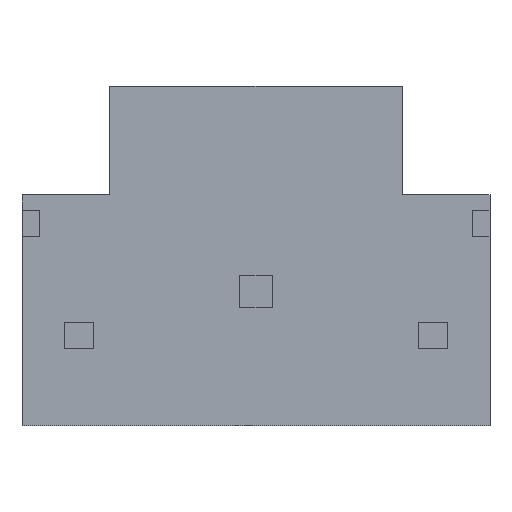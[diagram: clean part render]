
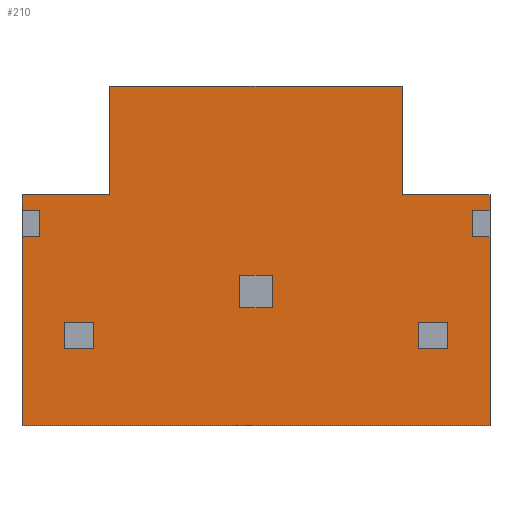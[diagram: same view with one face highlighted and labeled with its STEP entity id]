
A CAD part, left-side view. The second image highlights one B-rep face of the part: STEP entity #210.
In plain terms, the highlighted planar face has unit normal (-1, 0, 0).
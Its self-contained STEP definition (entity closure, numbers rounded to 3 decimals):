
#210=ADVANCED_FACE('',(#497,#498,#499,#500),#331,.T.);
#331=PLANE('',#2313);
#497=FACE_BOUND('',#568,.T.);
#498=FACE_BOUND('',#569,.T.);
#499=FACE_BOUND('',#570,.T.);
#500=FACE_BOUND('',#571,.T.);
#568=EDGE_LOOP('',(#784,#785,#786,#787));
#569=EDGE_LOOP('',(#788,#789,#790,#791));
#570=EDGE_LOOP('',(#792,#793,#794,#795,#796,#797,#798,#799,#800,#801,#802,
#803,#804,#805,#806,#807));
#571=EDGE_LOOP('',(#808,#809,#810,#811));
#784=ORIENTED_EDGE('',*,*,#1569,.T.);
#785=ORIENTED_EDGE('',*,*,#1570,.F.);
#786=ORIENTED_EDGE('',*,*,#1571,.F.);
#787=ORIENTED_EDGE('',*,*,#1572,.F.);
#788=ORIENTED_EDGE('',*,*,#1573,.F.);
#789=ORIENTED_EDGE('',*,*,#1574,.F.);
#790=ORIENTED_EDGE('',*,*,#1575,.F.);
#791=ORIENTED_EDGE('',*,*,#1576,.F.);
#792=ORIENTED_EDGE('',*,*,#1577,.F.);
#793=ORIENTED_EDGE('',*,*,#1553,.T.);
#794=ORIENTED_EDGE('',*,*,#1558,.T.);
#795=ORIENTED_EDGE('',*,*,#1564,.T.);
#796=ORIENTED_EDGE('',*,*,#1538,.T.);
#797=ORIENTED_EDGE('',*,*,#1578,.F.);
#798=ORIENTED_EDGE('',*,*,#1579,.F.);
#799=ORIENTED_EDGE('',*,*,#1580,.F.);
#800=ORIENTED_EDGE('',*,*,#1581,.T.);
#801=ORIENTED_EDGE('',*,*,#1582,.T.);
#802=ORIENTED_EDGE('',*,*,#1583,.T.);
#803=ORIENTED_EDGE('',*,*,#1584,.F.);
#804=ORIENTED_EDGE('',*,*,#1543,.T.);
#805=ORIENTED_EDGE('',*,*,#1550,.T.);
#806=ORIENTED_EDGE('',*,*,#1585,.F.);
#807=ORIENTED_EDGE('',*,*,#1586,.F.);
#808=ORIENTED_EDGE('',*,*,#1587,.T.);
#809=ORIENTED_EDGE('',*,*,#1588,.T.);
#810=ORIENTED_EDGE('',*,*,#1589,.T.);
#811=ORIENTED_EDGE('',*,*,#1590,.T.);
#1334=VERTEX_POINT('',#3135);
#1335=VERTEX_POINT('',#3136);
#1339=VERTEX_POINT('',#3146);
#1340=VERTEX_POINT('',#3147);
#1345=VERTEX_POINT('',#3160);
#1347=VERTEX_POINT('',#3164);
#1348=VERTEX_POINT('',#3166);
#1352=VERTEX_POINT('',#3176);
#1358=VERTEX_POINT('',#3196);
#1359=VERTEX_POINT('',#3197);
#1360=VERTEX_POINT('',#3199);
#1361=VERTEX_POINT('',#3201);
#1362=VERTEX_POINT('',#3204);
#1363=VERTEX_POINT('',#3205);
#1364=VERTEX_POINT('',#3207);
#1365=VERTEX_POINT('',#3209);
#1366=VERTEX_POINT('',#3212);
#1367=VERTEX_POINT('',#3214);
#1368=VERTEX_POINT('',#3216);
#1369=VERTEX_POINT('',#3218);
#1370=VERTEX_POINT('',#3220);
#1371=VERTEX_POINT('',#3222);
#1372=VERTEX_POINT('',#3224);
#1373=VERTEX_POINT('',#3227);
#1374=VERTEX_POINT('',#3230);
#1375=VERTEX_POINT('',#3231);
#1376=VERTEX_POINT('',#3233);
#1377=VERTEX_POINT('',#3235);
#1538=EDGE_CURVE('',#1334,#1335,#1819,.T.);
#1543=EDGE_CURVE('',#1339,#1340,#1823,.T.);
#1550=EDGE_CURVE('',#1340,#1345,#1830,.T.);
#1553=EDGE_CURVE('',#1348,#1347,#1833,.T.);
#1558=EDGE_CURVE('',#1347,#1352,#1837,.T.);
#1564=EDGE_CURVE('',#1352,#1334,#1843,.T.);
#1569=EDGE_CURVE('',#1358,#1359,#1848,.T.);
#1570=EDGE_CURVE('',#1360,#1359,#1849,.T.);
#1571=EDGE_CURVE('',#1361,#1360,#1850,.T.);
#1572=EDGE_CURVE('',#1358,#1361,#1851,.T.);
#1573=EDGE_CURVE('',#1362,#1363,#1852,.T.);
#1574=EDGE_CURVE('',#1364,#1362,#1853,.T.);
#1575=EDGE_CURVE('',#1365,#1364,#1854,.T.);
#1576=EDGE_CURVE('',#1363,#1365,#1855,.T.);
#1577=EDGE_CURVE('',#1348,#1366,#1856,.T.);
#1578=EDGE_CURVE('',#1367,#1335,#1857,.T.);
#1579=EDGE_CURVE('',#1368,#1367,#1858,.T.);
#1580=EDGE_CURVE('',#1369,#1368,#1859,.T.);
#1581=EDGE_CURVE('',#1369,#1370,#1860,.T.);
#1582=EDGE_CURVE('',#1370,#1371,#1861,.T.);
#1583=EDGE_CURVE('',#1371,#1372,#1862,.T.);
#1584=EDGE_CURVE('',#1339,#1372,#1863,.T.);
#1585=EDGE_CURVE('',#1373,#1345,#1864,.T.);
#1586=EDGE_CURVE('',#1366,#1373,#1865,.T.);
#1587=EDGE_CURVE('',#1374,#1375,#1866,.T.);
#1588=EDGE_CURVE('',#1375,#1376,#1867,.T.);
#1589=EDGE_CURVE('',#1376,#1377,#1868,.T.);
#1590=EDGE_CURVE('',#1377,#1374,#1869,.T.);
#1819=LINE('',#3134,#2063);
#1823=LINE('',#3145,#2067);
#1830=LINE('',#3159,#2074);
#1833=LINE('',#3165,#2077);
#1837=LINE('',#3175,#2081);
#1843=LINE('',#3186,#2087);
#1848=LINE('',#3195,#2092);
#1849=LINE('',#3198,#2093);
#1850=LINE('',#3200,#2094);
#1851=LINE('',#3202,#2095);
#1852=LINE('',#3203,#2096);
#1853=LINE('',#3206,#2097);
#1854=LINE('',#3208,#2098);
#1855=LINE('',#3210,#2099);
#1856=LINE('',#3211,#2100);
#1857=LINE('',#3213,#2101);
#1858=LINE('',#3215,#2102);
#1859=LINE('',#3217,#2103);
#1860=LINE('',#3219,#2104);
#1861=LINE('',#3221,#2105);
#1862=LINE('',#3223,#2106);
#1863=LINE('',#3225,#2107);
#1864=LINE('',#3226,#2108);
#1865=LINE('',#3228,#2109);
#1866=LINE('',#3229,#2110);
#1867=LINE('',#3232,#2111);
#1868=LINE('',#3234,#2112);
#1869=LINE('',#3236,#2113);
#2063=VECTOR('',#2525,1.);
#2067=VECTOR('',#2533,1.);
#2074=VECTOR('',#2542,1.);
#2077=VECTOR('',#2545,1.);
#2081=VECTOR('',#2553,1.);
#2087=VECTOR('',#2561,1.);
#2092=VECTOR('',#2570,1.);
#2093=VECTOR('',#2571,1.);
#2094=VECTOR('',#2572,1.);
#2095=VECTOR('',#2573,1.);
#2096=VECTOR('',#2574,1.);
#2097=VECTOR('',#2575,1.);
#2098=VECTOR('',#2576,1.);
#2099=VECTOR('',#2577,1.);
#2100=VECTOR('',#2578,1.);
#2101=VECTOR('',#2579,1.);
#2102=VECTOR('',#2580,1.);
#2103=VECTOR('',#2581,1.);
#2104=VECTOR('',#2582,1.);
#2105=VECTOR('',#2583,1.);
#2106=VECTOR('',#2584,1.);
#2107=VECTOR('',#2585,1.);
#2108=VECTOR('',#2586,1.);
#2109=VECTOR('',#2587,1.);
#2110=VECTOR('',#2588,1.);
#2111=VECTOR('',#2589,1.);
#2112=VECTOR('',#2590,1.);
#2113=VECTOR('',#2591,1.);
#2313=AXIS2_PLACEMENT_3D('',#3237,#2592,#2593);
#2525=DIRECTION('',(0.,1.,0.));
#2533=DIRECTION('',(0.,-1.,0.));
#2542=DIRECTION('',(0.,0.,1.));
#2545=DIRECTION('',(0.,0.,1.));
#2553=DIRECTION('',(0.,1.,0.));
#2561=DIRECTION('',(0.,0.,1.));
#2570=DIRECTION('',(0.,0.,1.));
#2571=DIRECTION('',(0.,1.,0.));
#2572=DIRECTION('',(0.,0.,1.));
#2573=DIRECTION('',(0.,-1.,0.));
#2574=DIRECTION('',(0.,0.,-1.));
#2575=DIRECTION('',(0.,1.,0.));
#2576=DIRECTION('',(0.,0.,1.));
#2577=DIRECTION('',(0.,-1.,0.));
#2578=DIRECTION('',(0.,1.,0.));
#2579=DIRECTION('',(0.,0.,1.));
#2580=DIRECTION('',(0.,-1.,0.));
#2581=DIRECTION('',(0.,0.,1.));
#2582=DIRECTION('',(0.,-1.,0.));
#2583=DIRECTION('',(0.,0.,-1.));
#2584=DIRECTION('',(0.,1.,0.));
#2585=DIRECTION('',(0.,0.,1.));
#2586=DIRECTION('',(0.,-1.,0.));
#2587=DIRECTION('',(0.,0.,-1.));
#2588=DIRECTION('',(0.,0.,-1.));
#2589=DIRECTION('',(0.,1.,0.));
#2590=DIRECTION('',(0.,0.,1.));
#2591=DIRECTION('',(0.,-1.,0.));
#2592=DIRECTION('',(-1.,0.,0.));
#2593=DIRECTION('',(0.,0.,1.));
#3134=CARTESIAN_POINT('',(22.4,-22.5,77.65));
#3135=CARTESIAN_POINT('',(22.4,-22.5,77.65));
#3136=CARTESIAN_POINT('',(22.4,22.5,77.65));
#3145=CARTESIAN_POINT('',(22.4,0.,25.35));
#3146=CARTESIAN_POINT('',(22.4,36.,25.35));
#3147=CARTESIAN_POINT('',(22.4,-36.,25.35));
#3159=CARTESIAN_POINT('',(22.4,-36.,25.35));
#3160=CARTESIAN_POINT('',(22.4,-36.,54.5));
#3164=CARTESIAN_POINT('',(22.4,-36.,60.95));
#3165=CARTESIAN_POINT('',(22.4,-36.,25.35));
#3166=CARTESIAN_POINT('',(22.4,-36.,58.5));
#3175=CARTESIAN_POINT('',(22.4,-36.,60.95));
#3176=CARTESIAN_POINT('',(22.4,-22.5,60.95));
#3186=CARTESIAN_POINT('',(22.4,-22.5,60.95));
#3195=CARTESIAN_POINT('',(22.4,2.5,43.55));
#3196=CARTESIAN_POINT('',(22.4,2.5,43.55));
#3197=CARTESIAN_POINT('',(22.4,2.5,48.55));
#3198=CARTESIAN_POINT('',(22.4,-2.5,48.55));
#3199=CARTESIAN_POINT('',(22.4,-2.5,48.55));
#3200=CARTESIAN_POINT('',(22.4,-2.5,43.55));
#3201=CARTESIAN_POINT('',(22.4,-2.5,43.55));
#3202=CARTESIAN_POINT('',(22.4,0.,43.55));
#3203=CARTESIAN_POINT('',(22.4,-25.,41.3));
#3204=CARTESIAN_POINT('',(22.4,-25.,41.3));
#3205=CARTESIAN_POINT('',(22.4,-25.,37.3));
#3206=CARTESIAN_POINT('',(22.4,-29.5,41.3));
#3207=CARTESIAN_POINT('',(22.4,-29.5,41.3));
#3208=CARTESIAN_POINT('',(22.4,-29.5,37.3));
#3209=CARTESIAN_POINT('',(22.4,-29.5,37.3));
#3210=CARTESIAN_POINT('',(22.4,-25.,37.3));
#3211=CARTESIAN_POINT('',(22.4,-36.,58.5));
#3212=CARTESIAN_POINT('',(22.4,-33.25,58.5));
#3213=CARTESIAN_POINT('',(22.4,22.5,60.95));
#3214=CARTESIAN_POINT('',(22.4,22.5,60.95));
#3215=CARTESIAN_POINT('',(22.4,36.,60.95));
#3216=CARTESIAN_POINT('',(22.4,36.,60.95));
#3217=CARTESIAN_POINT('',(22.4,36.,25.35));
#3218=CARTESIAN_POINT('',(22.4,36.,58.5));
#3219=CARTESIAN_POINT('',(22.4,36.,58.5));
#3220=CARTESIAN_POINT('',(22.4,33.25,58.5));
#3221=CARTESIAN_POINT('',(22.4,33.25,58.5));
#3222=CARTESIAN_POINT('',(22.4,33.25,54.5));
#3223=CARTESIAN_POINT('',(22.4,33.25,54.5));
#3224=CARTESIAN_POINT('',(22.4,36.,54.5));
#3225=CARTESIAN_POINT('',(22.4,36.,25.35));
#3226=CARTESIAN_POINT('',(22.4,-33.25,54.5));
#3227=CARTESIAN_POINT('',(22.4,-33.25,54.5));
#3228=CARTESIAN_POINT('',(22.4,-33.25,58.5));
#3229=CARTESIAN_POINT('',(22.4,25.,41.3));
#3230=CARTESIAN_POINT('',(22.4,25.,41.3));
#3231=CARTESIAN_POINT('',(22.4,25.,37.3));
#3232=CARTESIAN_POINT('',(22.4,25.,37.3));
#3233=CARTESIAN_POINT('',(22.4,29.5,37.3));
#3234=CARTESIAN_POINT('',(22.4,29.5,37.3));
#3235=CARTESIAN_POINT('',(22.4,29.5,41.3));
#3236=CARTESIAN_POINT('',(22.4,29.5,41.3));
#3237=CARTESIAN_POINT('',(22.4,0.,77.65));
